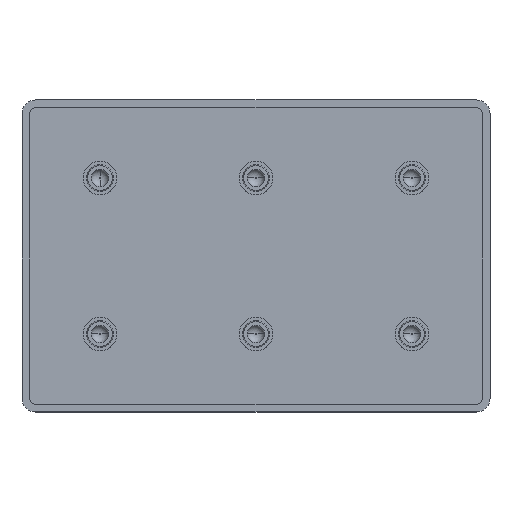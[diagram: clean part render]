
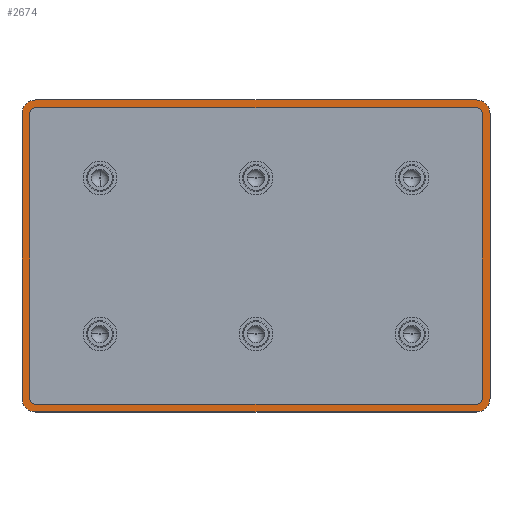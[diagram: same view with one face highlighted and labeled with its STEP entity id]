
A CAD part, top view. The second image highlights one B-rep face of the part: STEP entity #2674.
In plain terms, the highlighted planar face has unit normal (0, 0, 1).
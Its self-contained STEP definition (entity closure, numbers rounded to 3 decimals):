
#24 = AXIS2_PLACEMENT_3D ( 'NONE', #3673, #792, #2821 ) ;
#57 = DIRECTION ( 'NONE',  ( -1., 0., 0. ) ) ;
#105 = VECTOR ( 'NONE', #1532, 1000. ) ;
#108 = EDGE_CURVE ( 'NONE', #3450, #1935, #1473, .T. ) ;
#159 = CARTESIAN_POINT ( 'NONE',  ( 58., -36.5, 0. ) ) ;
#221 = DIRECTION ( 'NONE',  ( 0., 0., -1. ) ) ;
#267 = CARTESIAN_POINT ( 'NONE',  ( 56.5, 36.5, 0. ) ) ;
#271 = CARTESIAN_POINT ( 'NONE',  ( -56.5, 40., 0. ) ) ;
#299 = VECTOR ( 'NONE', #3670, 1000. ) ;
#337 = ORIENTED_EDGE ( 'NONE', *, *, #2971, .F. ) ;
#415 = EDGE_CURVE ( 'NONE', #2724, #3450, #3594, .T. ) ;
#442 = EDGE_CURVE ( 'NONE', #3277, #1676, #2308, .T. ) ;
#526 = DIRECTION ( 'NONE',  ( 0., 0., -1. ) ) ;
#528 = VECTOR ( 'NONE', #1798, 1000. ) ;
#532 = CARTESIAN_POINT ( 'NONE',  ( -60., 36.5, 0. ) ) ;
#604 = VERTEX_POINT ( 'NONE', #1797 ) ;
#629 = CIRCLE ( 'NONE', #1591, 1.5 ) ;
#647 = CIRCLE ( 'NONE', #3241, 3.5 ) ;
#649 = CARTESIAN_POINT ( 'NONE',  ( 0., 38., 0. ) ) ;
#655 = CARTESIAN_POINT ( 'NONE',  ( 0., 0., 0. ) ) ;
#665 = CARTESIAN_POINT ( 'NONE',  ( -56.5, -38., 0. ) ) ;
#715 = AXIS2_PLACEMENT_3D ( 'NONE', #1639, #526, #813 ) ;
#749 = AXIS2_PLACEMENT_3D ( 'NONE', #1997, #3438, #57 ) ;
#750 = CARTESIAN_POINT ( 'NONE',  ( 0., -38., 0. ) ) ;
#773 = DIRECTION ( 'NONE',  ( 0., 0., -1. ) ) ;
#792 = DIRECTION ( 'NONE',  ( 0., 0., -1. ) ) ;
#813 = DIRECTION ( 'NONE',  ( -1., 0., 0. ) ) ;
#822 = VERTEX_POINT ( 'NONE', #1981 ) ;
#830 = DIRECTION ( 'NONE',  ( -1., 0., 0. ) ) ;
#837 = DIRECTION ( 'NONE',  ( 0., 0., -1. ) ) ;
#884 = DIRECTION ( 'NONE',  ( 0., -1., 0. ) ) ;
#1014 = DIRECTION ( 'NONE',  ( -1., 0., 0. ) ) ;
#1035 = VERTEX_POINT ( 'NONE', #2298 ) ;
#1043 = EDGE_CURVE ( 'NONE', #3148, #1035, #3640, .T. ) ;
#1090 = AXIS2_PLACEMENT_3D ( 'NONE', #267, #837, #1962 ) ;
#1111 = EDGE_CURVE ( 'NONE', #3258, #822, #2914, .T. ) ;
#1122 = CARTESIAN_POINT ( 'NONE',  ( 56.5, -36.5, 0. ) ) ;
#1130 = ORIENTED_EDGE ( 'NONE', *, *, #442, .F. ) ;
#1168 = VECTOR ( 'NONE', #1014, 1000. ) ;
#1175 = VERTEX_POINT ( 'NONE', #159 ) ;
#1178 = LINE ( 'NONE', #2055, #105 ) ;
#1181 = EDGE_CURVE ( 'NONE', #1175, #2724, #629, .T. ) ;
#1192 = VECTOR ( 'NONE', #2060, 1000. ) ;
#1213 = CARTESIAN_POINT ( 'NONE',  ( -56.5, 36.5, 0. ) ) ;
#1224 = FACE_BOUND ( 'NONE', #3512, .T. ) ;
#1229 = AXIS2_PLACEMENT_3D ( 'NONE', #3309, #1873, #2460 ) ;
#1242 = CARTESIAN_POINT ( 'NONE',  ( 56.5, -38., 0. ) ) ;
#1279 = PLANE ( 'NONE',  #2451 ) ;
#1305 = LINE ( 'NONE', #1323, #3175 ) ;
#1307 = DIRECTION ( 'NONE',  ( 0., -1., 0. ) ) ;
#1323 = CARTESIAN_POINT ( 'NONE',  ( -58., 0., 0. ) ) ;
#1473 = CIRCLE ( 'NONE', #24, 1.5 ) ;
#1491 = ORIENTED_EDGE ( 'NONE', *, *, #415, .T. ) ;
#1501 = LINE ( 'NONE', #649, #528 ) ;
#1532 = DIRECTION ( 'NONE',  ( -1., 0., 0. ) ) ;
#1591 = AXIS2_PLACEMENT_3D ( 'NONE', #2393, #773, #2483 ) ;
#1625 = CARTESIAN_POINT ( 'NONE',  ( 58., 36.5, 0. ) ) ;
#1628 = VERTEX_POINT ( 'NONE', #2191 ) ;
#1634 = EDGE_CURVE ( 'NONE', #1035, #3277, #2538, .T. ) ;
#1639 = CARTESIAN_POINT ( 'NONE',  ( 56.5, 36.5, 0. ) ) ;
#1676 = VERTEX_POINT ( 'NONE', #271 ) ;
#1718 = CARTESIAN_POINT ( 'NONE',  ( -58., 36.5, 0. ) ) ;
#1765 = DIRECTION ( 'NONE',  ( 1., 0., 0. ) ) ;
#1797 = CARTESIAN_POINT ( 'NONE',  ( 60., -36.5, 0. ) ) ;
#1798 = DIRECTION ( 'NONE',  ( 1., 0., 0. ) ) ;
#1840 = EDGE_LOOP ( 'NONE', ( #2336, #2261, #1130, #2448, #3383, #3592, #2673, #337 ) ) ;
#1873 = DIRECTION ( 'NONE',  ( 0., 0., -1. ) ) ;
#1906 = ORIENTED_EDGE ( 'NONE', *, *, #2372, .T. ) ;
#1935 = VERTEX_POINT ( 'NONE', #3343 ) ;
#1962 = DIRECTION ( 'NONE',  ( -1., 0., 0. ) ) ;
#1981 = CARTESIAN_POINT ( 'NONE',  ( -56.5, 38., 0. ) ) ;
#1983 = CARTESIAN_POINT ( 'NONE',  ( 56.5, -40., 0. ) ) ;
#1997 = CARTESIAN_POINT ( 'NONE',  ( -56.5, -36.5, 0. ) ) ;
#2015 = ORIENTED_EDGE ( 'NONE', *, *, #3104, .T. ) ;
#2039 = ORIENTED_EDGE ( 'NONE', *, *, #3618, .T. ) ;
#2055 = CARTESIAN_POINT ( 'NONE',  ( -60., -40., 0. ) ) ;
#2060 = DIRECTION ( 'NONE',  ( 1., 0., 0. ) ) ;
#2096 = CIRCLE ( 'NONE', #715, 1.5 ) ;
#2160 = EDGE_CURVE ( 'NONE', #1628, #3220, #2285, .T. ) ;
#2167 = LINE ( 'NONE', #2185, #2937 ) ;
#2169 = VERTEX_POINT ( 'NONE', #1983 ) ;
#2185 = CARTESIAN_POINT ( 'NONE',  ( 58., 0., 0. ) ) ;
#2191 = CARTESIAN_POINT ( 'NONE',  ( 56.5, 40., 0. ) ) ;
#2226 = CARTESIAN_POINT ( 'NONE',  ( -60., 40., 0. ) ) ;
#2259 = CARTESIAN_POINT ( 'NONE',  ( -56.5, -40., 0. ) ) ;
#2261 = ORIENTED_EDGE ( 'NONE', *, *, #3015, .F. ) ;
#2285 = CIRCLE ( 'NONE', #1090, 3.5 ) ;
#2298 = CARTESIAN_POINT ( 'NONE',  ( -60., -36.5, 0. ) ) ;
#2308 = CIRCLE ( 'NONE', #1229, 3.5 ) ;
#2336 = ORIENTED_EDGE ( 'NONE', *, *, #2160, .F. ) ;
#2349 = DIRECTION ( 'NONE',  ( 0., 0., 1. ) ) ;
#2372 = EDGE_CURVE ( 'NONE', #1935, #3258, #1305, .T. ) ;
#2393 = CARTESIAN_POINT ( 'NONE',  ( 56.5, -36.5, 0. ) ) ;
#2423 = ORIENTED_EDGE ( 'NONE', *, *, #1181, .T. ) ;
#2448 = ORIENTED_EDGE ( 'NONE', *, *, #1634, .F. ) ;
#2451 = AXIS2_PLACEMENT_3D ( 'NONE', #655, #2349, #1765 ) ;
#2460 = DIRECTION ( 'NONE',  ( -1., 0., 0. ) ) ;
#2472 = DIRECTION ( 'NONE',  ( 0., 1., 0. ) ) ;
#2483 = DIRECTION ( 'NONE',  ( -1., 0., 0. ) ) ;
#2491 = AXIS2_PLACEMENT_3D ( 'NONE', #1213, #2941, #3085 ) ;
#2527 = EDGE_CURVE ( 'NONE', #604, #2169, #647, .T. ) ;
#2538 = LINE ( 'NONE', #2226, #299 ) ;
#2673 = ORIENTED_EDGE ( 'NONE', *, *, #2527, .F. ) ;
#2674 = ADVANCED_FACE ( 'NONE', ( #1224, #2969 ), #1279, .T. ) ;
#2675 = ORIENTED_EDGE ( 'NONE', *, *, #3064, .T. ) ;
#2681 = CARTESIAN_POINT ( 'NONE',  ( 60., 40., 0. ) ) ;
#2724 = VERTEX_POINT ( 'NONE', #1242 ) ;
#2811 = CARTESIAN_POINT ( 'NONE',  ( 60., 36.5, 0. ) ) ;
#2821 = DIRECTION ( 'NONE',  ( -1., 0., 0. ) ) ;
#2840 = CARTESIAN_POINT ( 'NONE',  ( 60., -40., 0. ) ) ;
#2858 = ORIENTED_EDGE ( 'NONE', *, *, #1111, .T. ) ;
#2914 = CIRCLE ( 'NONE', #2491, 1.5 ) ;
#2937 = VECTOR ( 'NONE', #1307, 1000. ) ;
#2941 = DIRECTION ( 'NONE',  ( 0., 0., -1. ) ) ;
#2963 = LINE ( 'NONE', #2681, #1192 ) ;
#2969 = FACE_OUTER_BOUND ( 'NONE', #1840, .T. ) ;
#2971 = EDGE_CURVE ( 'NONE', #3220, #604, #3404, .T. ) ;
#2993 = VECTOR ( 'NONE', #884, 1000. ) ;
#3015 = EDGE_CURVE ( 'NONE', #1676, #1628, #2963, .T. ) ;
#3064 = EDGE_CURVE ( 'NONE', #822, #3577, #1501, .T. ) ;
#3066 = VERTEX_POINT ( 'NONE', #1625 ) ;
#3085 = DIRECTION ( 'NONE',  ( -1., 0., 0. ) ) ;
#3104 = EDGE_CURVE ( 'NONE', #3066, #1175, #2167, .T. ) ;
#3148 = VERTEX_POINT ( 'NONE', #2259 ) ;
#3175 = VECTOR ( 'NONE', #2472, 1000. ) ;
#3220 = VERTEX_POINT ( 'NONE', #2811 ) ;
#3241 = AXIS2_PLACEMENT_3D ( 'NONE', #1122, #221, #830 ) ;
#3258 = VERTEX_POINT ( 'NONE', #1718 ) ;
#3277 = VERTEX_POINT ( 'NONE', #532 ) ;
#3280 = CARTESIAN_POINT ( 'NONE',  ( 56.5, 38., 0. ) ) ;
#3309 = CARTESIAN_POINT ( 'NONE',  ( -56.5, 36.5, 0. ) ) ;
#3343 = CARTESIAN_POINT ( 'NONE',  ( -58., -36.5, 0. ) ) ;
#3383 = ORIENTED_EDGE ( 'NONE', *, *, #1043, .F. ) ;
#3402 = ORIENTED_EDGE ( 'NONE', *, *, #108, .T. ) ;
#3404 = LINE ( 'NONE', #2840, #2993 ) ;
#3438 = DIRECTION ( 'NONE',  ( 0., 0., -1. ) ) ;
#3450 = VERTEX_POINT ( 'NONE', #665 ) ;
#3461 = EDGE_CURVE ( 'NONE', #2169, #3148, #1178, .T. ) ;
#3512 = EDGE_LOOP ( 'NONE', ( #1491, #3402, #1906, #2858, #2675, #2039, #2015, #2423 ) ) ;
#3577 = VERTEX_POINT ( 'NONE', #3280 ) ;
#3592 = ORIENTED_EDGE ( 'NONE', *, *, #3461, .F. ) ;
#3594 = LINE ( 'NONE', #750, #1168 ) ;
#3618 = EDGE_CURVE ( 'NONE', #3577, #3066, #2096, .T. ) ;
#3640 = CIRCLE ( 'NONE', #749, 3.5 ) ;
#3670 = DIRECTION ( 'NONE',  ( 0., 1., 0. ) ) ;
#3673 = CARTESIAN_POINT ( 'NONE',  ( -56.5, -36.5, 0. ) ) ;
